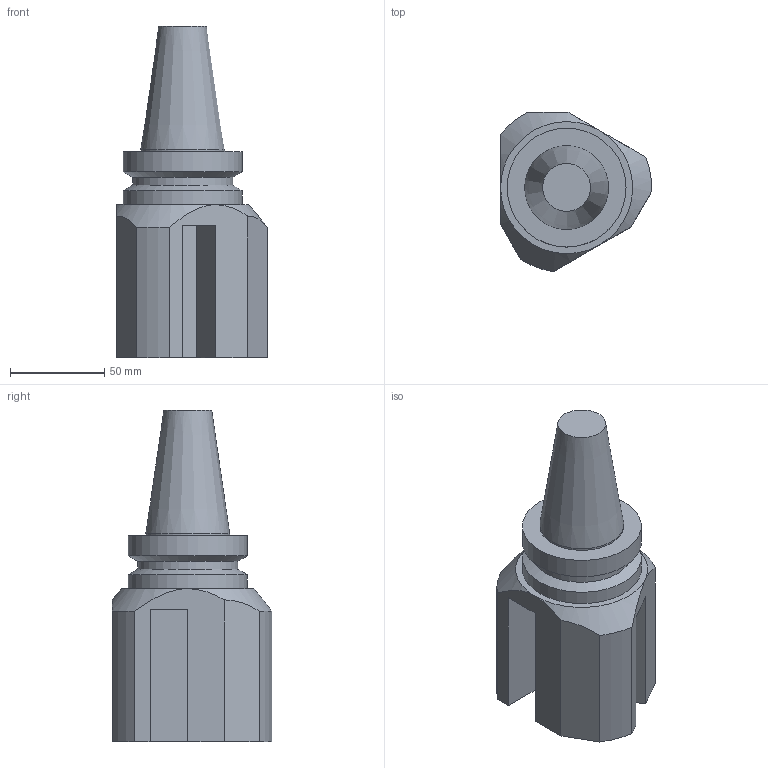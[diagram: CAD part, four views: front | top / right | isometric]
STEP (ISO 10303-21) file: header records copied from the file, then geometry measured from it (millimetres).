
FILE_DESCRIPTION((''),'1');
FILE_NAME('BBT40M-180-3BH20L-110.stp','2017-05-01T08:22:50',(''),(''),'Spatial Interop R21 SP3','Kubotek KeyCreator 2011 V10.0.2 (22737)',' ');
FILE_SCHEMA(('automotive_design'));
Length unit declared in the file: millimetre
Products named in the file (1): Unnamed[1]
Bounding box: 79.95 x 84.45 x 175.4 mm (x, y, z)
Volume: 465290.1 mm3; surface area: 51522.7 mm2
Topology: 1 solids, 1 shells, 35 faces, 88 edges, 57 vertices
Faces by surface type: plane 22, cylinder 7, cone 6
Full cylindrical faces by diameter (mm): 44.45 x1, 53 x1, 63 x2
Entity records: 1849 total; most frequent: CARTESIAN_POINT 192, DIRECTION 162, ORIENTED_EDGE 162, PRESENTATION_STYLE_ASSIGNMENT 153, COLOUR_RGB 153, STYLED_ITEM 117, CURVE_STYLE 117, DRAUGHTING_PRE_DEFINED_CURVE_FONT 117
